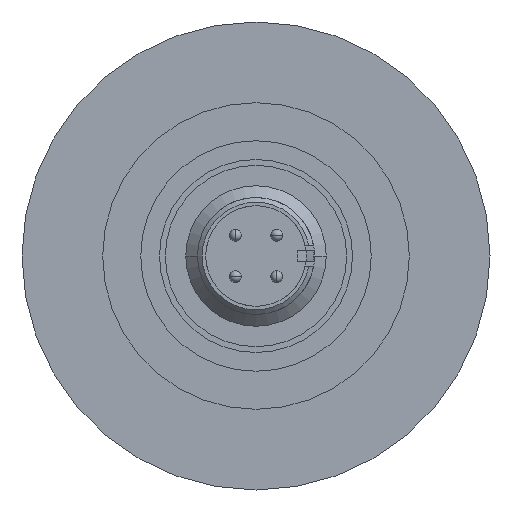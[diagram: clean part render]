
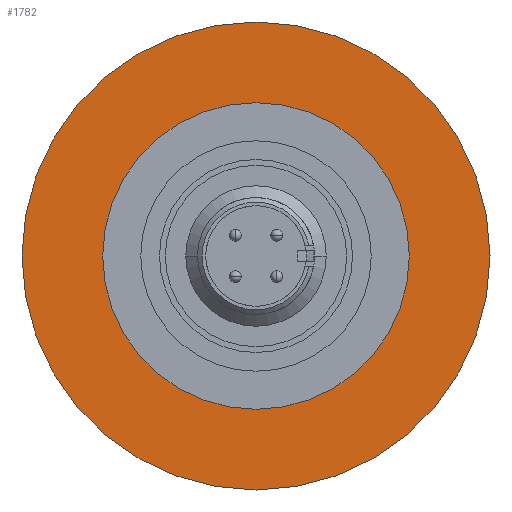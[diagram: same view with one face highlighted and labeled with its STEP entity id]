
A CAD part, left-side view. The second image highlights one B-rep face of the part: STEP entity #1782.
In plain terms, the highlighted planar face has unit normal (-1, 0, 0).
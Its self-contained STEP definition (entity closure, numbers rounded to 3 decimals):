
#36 = VERTEX_POINT ( 'NONE', #2274 ) ;
#191 = VERTEX_POINT ( 'NONE', #318 ) ;
#202 = AXIS2_PLACEMENT_3D ( 'NONE', #1770, #1766, #1761 ) ;
#256 = AXIS2_PLACEMENT_3D ( 'NONE', #1095, #2838, #1333 ) ;
#289 = VERTEX_POINT ( 'NONE', #1750 ) ;
#318 = CARTESIAN_POINT ( 'NONE',  ( 0., 0., 13.1 ) ) ;
#442 = ORIENTED_EDGE ( 'NONE', *, *, #2758, .T. ) ;
#658 = EDGE_CURVE ( 'NONE', #289, #36, #2482, .T. ) ;
#687 = DIRECTION ( 'NONE',  ( 0., 0., -1. ) ) ;
#700 = DIRECTION ( 'NONE',  ( 1., 0., 0. ) ) ;
#707 = CARTESIAN_POINT ( 'NONE',  ( 0., 0., 0. ) ) ;
#820 = EDGE_CURVE ( 'NONE', #36, #289, #1928, .T. ) ;
#906 = CARTESIAN_POINT ( 'NONE',  ( 0., 0., -13.1 ) ) ;
#1095 = CARTESIAN_POINT ( 'NONE',  ( 0., 0., 0. ) ) ;
#1229 = DIRECTION ( 'NONE',  ( 0., 0., -1. ) ) ;
#1238 = CARTESIAN_POINT ( 'NONE',  ( 0., 0., 0. ) ) ;
#1243 = DIRECTION ( 'NONE',  ( 1., 0., 0. ) ) ;
#1294 = VERTEX_POINT ( 'NONE', #906 ) ;
#1333 = DIRECTION ( 'NONE',  ( 0., 0., -1. ) ) ;
#1531 = FACE_OUTER_BOUND ( 'NONE', #2188, .T. ) ;
#1607 = ORIENTED_EDGE ( 'NONE', *, *, #1746, .T. ) ;
#1675 = DIRECTION ( 'NONE',  ( 0., 0., 1. ) ) ;
#1687 = DIRECTION ( 'NONE',  ( -1., 0., 0. ) ) ;
#1699 = CIRCLE ( 'NONE', #202, 13.1 ) ;
#1729 = PLANE ( 'NONE',  #2839 ) ;
#1746 = EDGE_CURVE ( 'NONE', #1294, #191, #1699, .T. ) ;
#1748 = CARTESIAN_POINT ( 'NONE',  ( 0., 0., -13.1 ) ) ;
#1750 = CARTESIAN_POINT ( 'NONE',  ( 0., 0., -20. ) ) ;
#1761 = DIRECTION ( 'NONE',  ( 0., 0., -1. ) ) ;
#1766 = DIRECTION ( 'NONE',  ( 1., 0., 0. ) ) ;
#1770 = CARTESIAN_POINT ( 'NONE',  ( 0., 0., 0. ) ) ;
#1782 = ADVANCED_FACE ( 'NONE', ( #1852, #1531 ), #1729, .T. ) ;
#1822 = AXIS2_PLACEMENT_3D ( 'NONE', #1238, #1243, #1229 ) ;
#1852 = FACE_BOUND ( 'NONE', #2817, .T. ) ;
#1919 = CIRCLE ( 'NONE', #1822, 13.1 ) ;
#1928 = CIRCLE ( 'NONE', #2858, 20. ) ;
#2164 = ORIENTED_EDGE ( 'NONE', *, *, #820, .F. ) ;
#2188 = EDGE_LOOP ( 'NONE', ( #3027, #2164 ) ) ;
#2274 = CARTESIAN_POINT ( 'NONE',  ( 0., 0., 20. ) ) ;
#2482 = CIRCLE ( 'NONE', #256, 20. ) ;
#2758 = EDGE_CURVE ( 'NONE', #191, #1294, #1919, .T. ) ;
#2817 = EDGE_LOOP ( 'NONE', ( #1607, #442 ) ) ;
#2838 = DIRECTION ( 'NONE',  ( 1., 0., 0. ) ) ;
#2839 = AXIS2_PLACEMENT_3D ( 'NONE', #1748, #1687, #1675 ) ;
#2858 = AXIS2_PLACEMENT_3D ( 'NONE', #707, #700, #687 ) ;
#3027 = ORIENTED_EDGE ( 'NONE', *, *, #658, .F. ) ;
